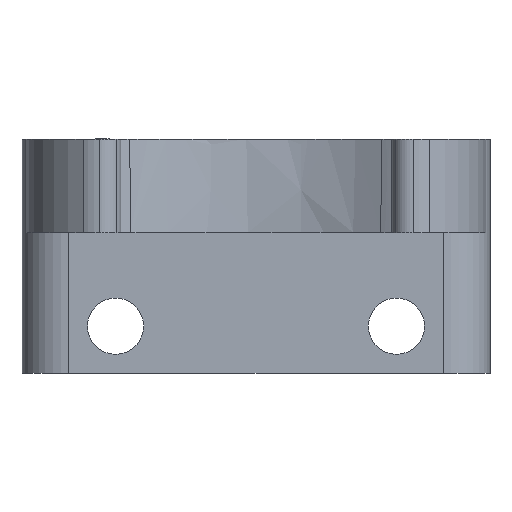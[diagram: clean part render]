
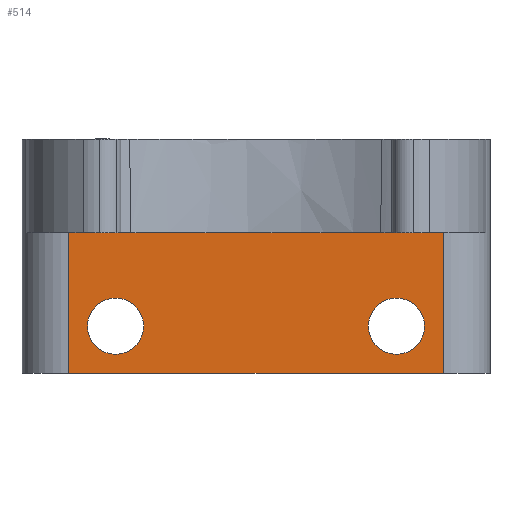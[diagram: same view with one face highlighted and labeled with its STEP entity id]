
A CAD part, front view. The second image highlights one B-rep face of the part: STEP entity #514.
In plain terms, the highlighted planar face has unit normal (0, -1, 0).
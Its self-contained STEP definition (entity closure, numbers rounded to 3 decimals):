
#18=FACE_BOUND('',#183,.T.);
#19=FACE_BOUND('',#184,.T.);
#33=CIRCLE('',#570,3.);
#34=CIRCLE('',#571,3.);
#72=LINE('',#1035,#106);
#83=LINE('',#1067,#117);
#84=LINE('',#1069,#118);
#85=LINE('',#1071,#119);
#86=LINE('',#1073,#120);
#87=LINE('',#1075,#121);
#88=LINE('',#1076,#122);
#89=LINE('',#1077,#123);
#106=VECTOR('',#640,23.749);
#117=VECTOR('',#667,8.126);
#118=VECTOR('',#668,25.);
#119=VECTOR('',#669,40.);
#120=VECTOR('',#670,25.);
#121=VECTOR('',#671,8.126);
#122=VECTOR('',#672,10.);
#123=VECTOR('',#673,10.);
#139=PLANE('',#569);
#152=FACE_OUTER_BOUND('',#182,.T.);
#182=EDGE_LOOP('',(#397,#398,#399,#400,#401,#402,#403,#404));
#183=EDGE_LOOP('',(#405));
#184=EDGE_LOOP('',(#406));
#238=VERTEX_POINT('',#1032);
#239=VERTEX_POINT('',#1034);
#251=VERTEX_POINT('',#1065);
#252=VERTEX_POINT('',#1066);
#253=VERTEX_POINT('',#1068);
#254=VERTEX_POINT('',#1070);
#255=VERTEX_POINT('',#1072);
#256=VERTEX_POINT('',#1074);
#257=VERTEX_POINT('',#1078);
#258=VERTEX_POINT('',#1080);
#295=EDGE_CURVE('',#238,#239,#72,.T.);
#310=EDGE_CURVE('',#251,#252,#83,.T.);
#311=EDGE_CURVE('',#251,#253,#84,.T.);
#312=EDGE_CURVE('',#253,#254,#85,.T.);
#313=EDGE_CURVE('',#254,#255,#86,.T.);
#314=EDGE_CURVE('',#256,#255,#87,.T.);
#315=EDGE_CURVE('',#256,#239,#88,.T.);
#316=EDGE_CURVE('',#252,#238,#89,.T.);
#317=EDGE_CURVE('',#257,#257,#33,.T.);
#318=EDGE_CURVE('',#258,#258,#34,.T.);
#397=ORIENTED_EDGE('',*,*,#310,.F.);
#398=ORIENTED_EDGE('',*,*,#311,.T.);
#399=ORIENTED_EDGE('',*,*,#312,.T.);
#400=ORIENTED_EDGE('',*,*,#313,.T.);
#401=ORIENTED_EDGE('',*,*,#314,.F.);
#402=ORIENTED_EDGE('',*,*,#315,.T.);
#403=ORIENTED_EDGE('',*,*,#295,.F.);
#404=ORIENTED_EDGE('',*,*,#316,.F.);
#405=ORIENTED_EDGE('',*,*,#317,.F.);
#406=ORIENTED_EDGE('',*,*,#318,.F.);
#514=ADVANCED_FACE('',(#152,#18,#19),#139,.F.);
#569=AXIS2_PLACEMENT_3D('',#1064,#665,#666);
#570=AXIS2_PLACEMENT_3D('',#1079,#674,#675);
#571=AXIS2_PLACEMENT_3D('',#1081,#676,#677);
#640=DIRECTION('',(1.,0.,0.));
#665=DIRECTION('center_axis',(0.,1.,0.));
#666=DIRECTION('ref_axis',(-1.,0.,0.));
#667=DIRECTION('',(1.,0.,0.));
#668=DIRECTION('',(0.,0.,-1.));
#669=DIRECTION('',(1.,0.,0.));
#670=DIRECTION('',(0.,0.,1.));
#671=DIRECTION('',(1.,0.,0.));
#672=DIRECTION('',(0.,0.,-1.));
#673=DIRECTION('',(0.,0.,-1.));
#674=DIRECTION('center_axis',(0.,-1.,0.));
#675=DIRECTION('ref_axis',(0.,0.,-1.));
#676=DIRECTION('center_axis',(0.,-1.,0.));
#677=DIRECTION('ref_axis',(0.,0.,-1.));
#1032=CARTESIAN_POINT('',(-11.874,22.,0.));
#1034=CARTESIAN_POINT('',(11.874,22.,0.));
#1035=CARTESIAN_POINT('',(-11.874,22.,0.));
#1064=CARTESIAN_POINT('Origin',(0.,22.,10.));
#1065=CARTESIAN_POINT('',(-20.,22.,10.));
#1066=CARTESIAN_POINT('',(-11.874,22.,10.));
#1067=CARTESIAN_POINT('',(-20.,22.,10.));
#1068=CARTESIAN_POINT('',(-20.,22.,-15.));
#1069=CARTESIAN_POINT('',(-20.,22.,10.));
#1070=CARTESIAN_POINT('',(20.,22.,-15.));
#1071=CARTESIAN_POINT('',(-20.,22.,-15.));
#1072=CARTESIAN_POINT('',(20.,22.,10.));
#1073=CARTESIAN_POINT('',(20.,22.,-15.));
#1074=CARTESIAN_POINT('',(11.874,22.,10.));
#1075=CARTESIAN_POINT('',(11.874,22.,10.));
#1076=CARTESIAN_POINT('',(11.874,22.,10.));
#1077=CARTESIAN_POINT('',(-11.874,22.,10.));
#1078=CARTESIAN_POINT('',(15.,22.,-7.));
#1079=CARTESIAN_POINT('Origin',(15.,22.,-10.));
#1080=CARTESIAN_POINT('',(-15.,22.,-7.));
#1081=CARTESIAN_POINT('Origin',(-15.,22.,-10.));
